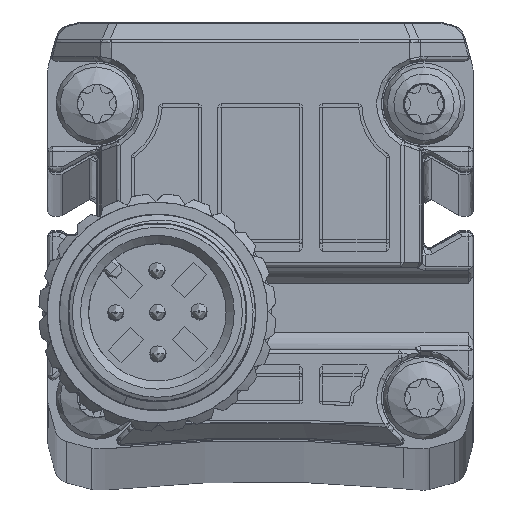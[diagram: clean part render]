
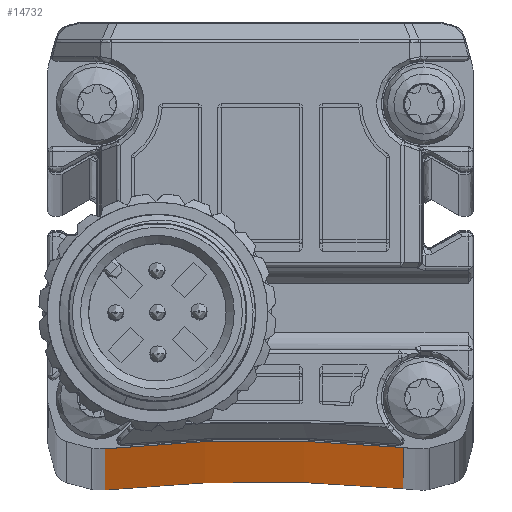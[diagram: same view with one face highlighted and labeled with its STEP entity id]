
A CAD part, top view. The second image highlights one B-rep face of the part: STEP entity #14732.
In plain terms, the highlighted cylindrical face has radius 90 mm (diameter 180 mm), a partial arc.
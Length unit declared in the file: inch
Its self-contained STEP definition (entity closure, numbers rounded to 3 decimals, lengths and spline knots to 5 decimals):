
#2003 = VECTOR ( 'NONE', #4275, 39.37008 ) ;
#3387 = CARTESIAN_POINT ( 'NONE',  ( 0., -4.03716, 56.70472 ) ) ;
#4275 = DIRECTION ( 'NONE',  ( 0., 0., -1. ) ) ;
#4558 = EDGE_CURVE ( 'NONE', #22253, #17018, #31248, .T. ) ;
#5317 = AXIS2_PLACEMENT_3D ( 'NONE', #15758, #38156, #50915 ) ;
#7674 = EDGE_LOOP ( 'NONE', ( #19388, #28055, #32284, #42532 ) ) ;
#14732 = ADVANCED_FACE ( 'NONE', ( #41848 ), #46109, .F. ) ;
#14986 = DIRECTION ( 'NONE',  ( 0., 0., -1. ) ) ;
#15366 = CARTESIAN_POINT ( 'NONE',  ( 0.34339, -0.51053, 0. ) ) ;
#15758 = CARTESIAN_POINT ( 'NONE',  ( 0., -4.03716, 56.70472 ) ) ;
#17018 = VERTEX_POINT ( 'NONE', #15366 ) ;
#17685 = VECTOR ( 'NONE', #51799, 39.37008 ) ;
#19388 = ORIENTED_EDGE ( 'NONE', *, *, #51968, .T. ) ;
#22253 = VERTEX_POINT ( 'NONE', #35296 ) ;
#23991 = EDGE_CURVE ( 'NONE', #27679, #35306, #46720, .T. ) ;
#27637 = DIRECTION ( 'NONE',  ( 1., 0., 0. ) ) ;
#27679 = VERTEX_POINT ( 'NONE', #34634 ) ;
#28055 = ORIENTED_EDGE ( 'NONE', *, *, #4558, .F. ) ;
#30698 = CARTESIAN_POINT ( 'NONE',  ( 0.34339, -0.51053, 56.70472 ) ) ;
#31248 = LINE ( 'NONE', #30698, #2003 ) ;
#32284 = ORIENTED_EDGE ( 'NONE', *, *, #53460, .F. ) ;
#32821 = CARTESIAN_POINT ( 'NONE',  ( -0.37298, -0.51354, 0. ) ) ;
#33511 = DIRECTION ( 'NONE',  ( 0., 0., -1. ) ) ;
#33555 = CIRCLE ( 'NONE', #45302, 3.54331 ) ;
#34634 = CARTESIAN_POINT ( 'NONE',  ( -0.37298, -0.51354, 56.70472 ) ) ;
#35296 = CARTESIAN_POINT ( 'NONE',  ( 0.34339, -0.51053, 56.70472 ) ) ;
#35306 = VERTEX_POINT ( 'NONE', #32821 ) ;
#38156 = DIRECTION ( 'NONE',  ( 0., 0., -1. ) ) ;
#41848 = FACE_OUTER_BOUND ( 'NONE', #7674, .T. ) ;
#42172 = CARTESIAN_POINT ( 'NONE',  ( -0.37298, -0.51354, 56.70472 ) ) ;
#42532 = ORIENTED_EDGE ( 'NONE', *, *, #23991, .T. ) ;
#45302 = AXIS2_PLACEMENT_3D ( 'NONE', #54367, #14986, #50422 ) ;
#46109 = CYLINDRICAL_SURFACE ( 'NONE', #5317, 3.54331 ) ;
#46720 = LINE ( 'NONE', #42172, #17685 ) ;
#48118 = AXIS2_PLACEMENT_3D ( 'NONE', #3387, #33511, #27637 ) ;
#50422 = DIRECTION ( 'NONE',  ( 1., 0., 0. ) ) ;
#50915 = DIRECTION ( 'NONE',  ( -1., 0., 0. ) ) ;
#51799 = DIRECTION ( 'NONE',  ( 0., 0., -1. ) ) ;
#51968 = EDGE_CURVE ( 'NONE', #35306, #17018, #33555, .T. ) ;
#53460 = EDGE_CURVE ( 'NONE', #27679, #22253, #53496, .T. ) ;
#53496 = CIRCLE ( 'NONE', #48118, 3.54331 ) ;
#54367 = CARTESIAN_POINT ( 'NONE',  ( 0., -4.03716, 0. ) ) ;
